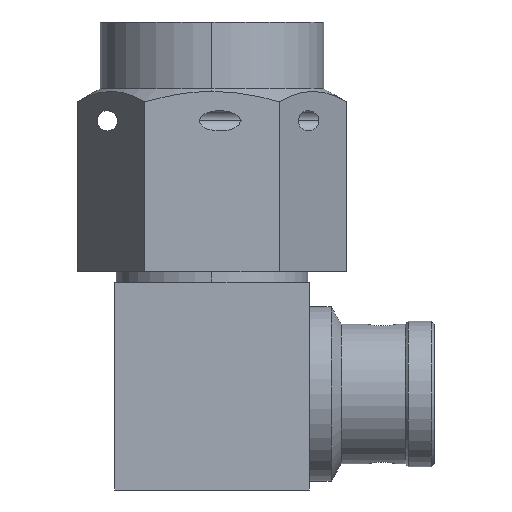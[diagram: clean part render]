
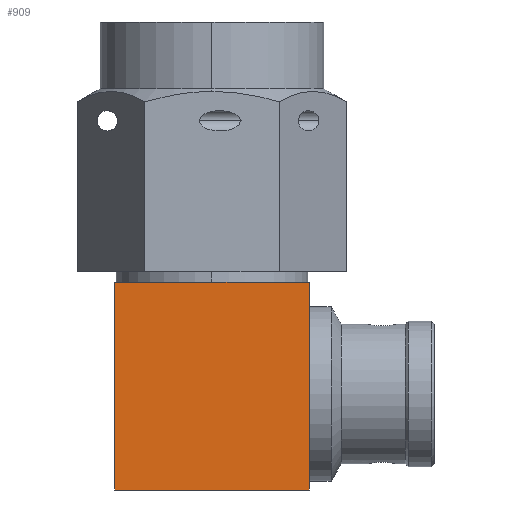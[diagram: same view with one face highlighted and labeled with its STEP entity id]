
A CAD part, left-side view. The second image highlights one B-rep face of the part: STEP entity #909.
In plain terms, the highlighted planar face has unit normal (-1, 0, 0).
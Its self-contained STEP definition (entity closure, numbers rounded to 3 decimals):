
#27 = CARTESIAN_POINT ( 'NONE',  ( -3.35, 3.35, -13.5 ) ) ;
#120 = DIRECTION ( 'NONE',  ( 0., 0., 1. ) ) ;
#146 = CARTESIAN_POINT ( 'NONE',  ( -3.35, -3.35, -13.5 ) ) ;
#468 = CARTESIAN_POINT ( 'NONE',  ( -3.35, -3.35, -13.5 ) ) ;
#485 = ORIENTED_EDGE ( 'NONE', *, *, #1732, .F. ) ;
#608 = VECTOR ( 'NONE', #1017, 1000. ) ;
#678 = CARTESIAN_POINT ( 'NONE',  ( -3.35, -3.35, -6.35 ) ) ;
#792 = ORIENTED_EDGE ( 'NONE', *, *, #1199, .T. ) ;
#812 = DIRECTION ( 'NONE',  ( 0., 0., 1. ) ) ;
#846 = CARTESIAN_POINT ( 'NONE',  ( -3.35, -3.35, -13.5 ) ) ;
#909 = ADVANCED_FACE ( 'NONE', ( #1772 ), #2349, .T. ) ;
#915 = DIRECTION ( 'NONE',  ( 0., 1., 0. ) ) ;
#997 = VERTEX_POINT ( 'NONE', #2631 ) ;
#1017 = DIRECTION ( 'NONE',  ( 0., -1., 0. ) ) ;
#1121 = LINE ( 'NONE', #468, #2536 ) ;
#1143 = EDGE_CURVE ( 'NONE', #2414, #2453, #1121, .T. ) ;
#1199 = EDGE_CURVE ( 'NONE', #2533, #2414, #2534, .T. ) ;
#1225 = LINE ( 'NONE', #27, #1684 ) ;
#1301 = CARTESIAN_POINT ( 'NONE',  ( -3.35, 3.35, -13.5 ) ) ;
#1332 = LINE ( 'NONE', #678, #2573 ) ;
#1377 = AXIS2_PLACEMENT_3D ( 'NONE', #846, #1943, #812 ) ;
#1540 = EDGE_CURVE ( 'NONE', #2453, #997, #1332, .T. ) ;
#1561 = ORIENTED_EDGE ( 'NONE', *, *, #1143, .T. ) ;
#1684 = VECTOR ( 'NONE', #2220, 1000. ) ;
#1696 = CARTESIAN_POINT ( 'NONE',  ( -3.35, -3.35, -13.5 ) ) ;
#1730 = EDGE_LOOP ( 'NONE', ( #1561, #2650, #485, #792 ) ) ;
#1732 = EDGE_CURVE ( 'NONE', #2533, #997, #1225, .T. ) ;
#1772 = FACE_OUTER_BOUND ( 'NONE', #1730, .T. ) ;
#1943 = DIRECTION ( 'NONE',  ( -1., 0., 0. ) ) ;
#2220 = DIRECTION ( 'NONE',  ( 0., 0., 1. ) ) ;
#2349 = PLANE ( 'NONE',  #1377 ) ;
#2414 = VERTEX_POINT ( 'NONE', #1696 ) ;
#2453 = VERTEX_POINT ( 'NONE', #2602 ) ;
#2533 = VERTEX_POINT ( 'NONE', #1301 ) ;
#2534 = LINE ( 'NONE', #146, #608 ) ;
#2536 = VECTOR ( 'NONE', #120, 1000. ) ;
#2573 = VECTOR ( 'NONE', #915, 1000. ) ;
#2602 = CARTESIAN_POINT ( 'NONE',  ( -3.35, -3.35, -6.35 ) ) ;
#2631 = CARTESIAN_POINT ( 'NONE',  ( -3.35, 3.35, -6.35 ) ) ;
#2650 = ORIENTED_EDGE ( 'NONE', *, *, #1540, .T. ) ;
